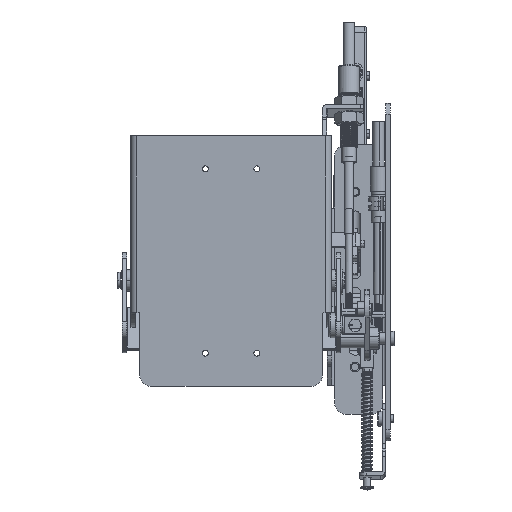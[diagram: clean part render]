
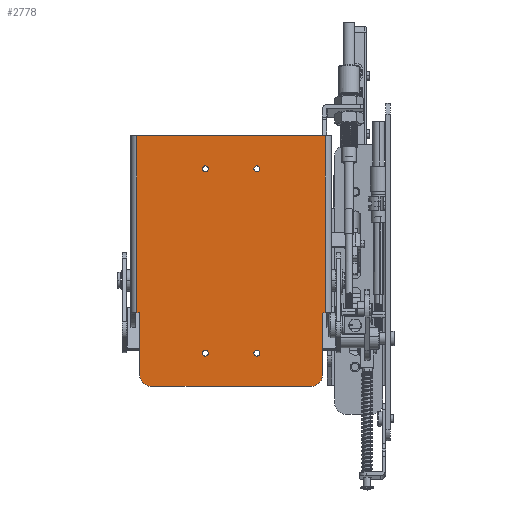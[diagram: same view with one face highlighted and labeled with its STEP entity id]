
A CAD part, front view. The second image highlights one B-rep face of the part: STEP entity #2778.
In plain terms, the highlighted planar face has unit normal (0, -1, 0).
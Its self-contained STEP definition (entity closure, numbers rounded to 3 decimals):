
#1906=PLANE('',#27676);
#2251=FACE_BOUND('',#5592,.T.);
#2252=FACE_BOUND('',#5593,.T.);
#2253=FACE_BOUND('',#5594,.T.);
#2254=FACE_BOUND('',#5595,.T.);
#2255=FACE_BOUND('',#5596,.T.);
#2778=ADVANCED_FACE('',(#2251,#2252,#2253,#2254,#2255),#1906,.T.);
#5592=EDGE_LOOP('',(#10292,#10293));
#5593=EDGE_LOOP('',(#10294,#10295));
#5594=EDGE_LOOP('',(#10296,#10297));
#5595=EDGE_LOOP('',(#10298,#10299));
#5596=EDGE_LOOP('',(#10300,#10301,#10302,#10303,#10304,#10305,#10306,#10307,
#10308,#10309,#10310,#10311));
#7020=CIRCLE('',#27661,1.);
#7022=CIRCLE('',#27665,2.05);
#7023=CIRCLE('',#27666,2.05);
#7024=CIRCLE('',#27667,2.05);
#7025=CIRCLE('',#27668,2.05);
#7026=CIRCLE('',#27669,2.05);
#7027=CIRCLE('',#27670,2.05);
#7028=CIRCLE('',#27671,2.05);
#7029=CIRCLE('',#27672,2.05);
#7030=CIRCLE('',#27673,7.5);
#7031=CIRCLE('',#27674,7.5);
#7032=CIRCLE('',#27675,1.);
#10292=ORIENTED_EDGE('',*,*,#19659,.F.);
#10293=ORIENTED_EDGE('',*,*,#19660,.F.);
#10294=ORIENTED_EDGE('',*,*,#19661,.F.);
#10295=ORIENTED_EDGE('',*,*,#19662,.F.);
#10296=ORIENTED_EDGE('',*,*,#19663,.F.);
#10297=ORIENTED_EDGE('',*,*,#19664,.F.);
#10298=ORIENTED_EDGE('',*,*,#19665,.F.);
#10299=ORIENTED_EDGE('',*,*,#19666,.F.);
#10300=ORIENTED_EDGE('',*,*,#19667,.F.);
#10301=ORIENTED_EDGE('',*,*,#19668,.F.);
#10302=ORIENTED_EDGE('',*,*,#19669,.F.);
#10303=ORIENTED_EDGE('',*,*,#19670,.F.);
#10304=ORIENTED_EDGE('',*,*,#19671,.F.);
#10305=ORIENTED_EDGE('',*,*,#19672,.T.);
#10306=ORIENTED_EDGE('',*,*,#19673,.T.);
#10307=ORIENTED_EDGE('',*,*,#19674,.T.);
#10308=ORIENTED_EDGE('',*,*,#19675,.T.);
#10309=ORIENTED_EDGE('',*,*,#19648,.F.);
#10310=ORIENTED_EDGE('',*,*,#19653,.F.);
#10311=ORIENTED_EDGE('',*,*,#19658,.T.);
#16014=VERTEX_POINT('',#42618);
#16015=VERTEX_POINT('',#42619);
#16018=VERTEX_POINT('',#42628);
#16021=VERTEX_POINT('',#42636);
#16022=VERTEX_POINT('',#42640);
#16023=VERTEX_POINT('',#42641);
#16024=VERTEX_POINT('',#42644);
#16025=VERTEX_POINT('',#42645);
#16026=VERTEX_POINT('',#42648);
#16027=VERTEX_POINT('',#42649);
#16028=VERTEX_POINT('',#42652);
#16029=VERTEX_POINT('',#42653);
#16030=VERTEX_POINT('',#42656);
#16031=VERTEX_POINT('',#42658);
#16032=VERTEX_POINT('',#42660);
#16033=VERTEX_POINT('',#42662);
#16034=VERTEX_POINT('',#42664);
#16035=VERTEX_POINT('',#42666);
#16036=VERTEX_POINT('',#42668);
#16037=VERTEX_POINT('',#42670);
#19648=EDGE_CURVE('',#16014,#16015,#23265,.T.);
#19653=EDGE_CURVE('',#16018,#16014,#7020,.T.);
#19658=EDGE_CURVE('',#16018,#16021,#23271,.T.);
#19659=EDGE_CURVE('',#16022,#16023,#7022,.T.);
#19660=EDGE_CURVE('',#16023,#16022,#7023,.T.);
#19661=EDGE_CURVE('',#16024,#16025,#7024,.T.);
#19662=EDGE_CURVE('',#16025,#16024,#7025,.T.);
#19663=EDGE_CURVE('',#16026,#16027,#7026,.T.);
#19664=EDGE_CURVE('',#16027,#16026,#7027,.T.);
#19665=EDGE_CURVE('',#16028,#16029,#7028,.T.);
#19666=EDGE_CURVE('',#16029,#16028,#7029,.T.);
#19667=EDGE_CURVE('',#16030,#16021,#7030,.T.);
#19668=EDGE_CURVE('',#16031,#16030,#23272,.T.);
#19669=EDGE_CURVE('',#16032,#16031,#7031,.T.);
#19670=EDGE_CURVE('',#16033,#16032,#23273,.T.);
#19671=EDGE_CURVE('',#16034,#16033,#7032,.T.);
#19672=EDGE_CURVE('',#16034,#16035,#23274,.T.);
#19673=EDGE_CURVE('',#16035,#16036,#23275,.T.);
#19674=EDGE_CURVE('',#16036,#16037,#23276,.T.);
#19675=EDGE_CURVE('',#16037,#16015,#23277,.T.);
#23265=LINE('',#42617,#25195);
#23271=LINE('',#42637,#25201);
#23272=LINE('',#42657,#25202);
#23273=LINE('',#42661,#25203);
#23274=LINE('',#42665,#25204);
#23275=LINE('',#42667,#25205);
#23276=LINE('',#42669,#25206);
#23277=LINE('',#42671,#25207);
#25195=VECTOR('',#31774,1.);
#25201=VECTOR('',#31792,1.);
#25202=VECTOR('',#31813,1.);
#25203=VECTOR('',#31816,1.);
#25204=VECTOR('',#31819,1.);
#25205=VECTOR('',#31820,1.);
#25206=VECTOR('',#31821,1.);
#25207=VECTOR('',#31822,1.);
#27661=AXIS2_PLACEMENT_3D('',#42627,#31783,#31784);
#27665=AXIS2_PLACEMENT_3D('',#42639,#31795,#31796);
#27666=AXIS2_PLACEMENT_3D('',#42642,#31797,#31798);
#27667=AXIS2_PLACEMENT_3D('',#42643,#31799,#31800);
#27668=AXIS2_PLACEMENT_3D('',#42646,#31801,#31802);
#27669=AXIS2_PLACEMENT_3D('',#42647,#31803,#31804);
#27670=AXIS2_PLACEMENT_3D('',#42650,#31805,#31806);
#27671=AXIS2_PLACEMENT_3D('',#42651,#31807,#31808);
#27672=AXIS2_PLACEMENT_3D('',#42654,#31809,#31810);
#27673=AXIS2_PLACEMENT_3D('',#42655,#31811,#31812);
#27674=AXIS2_PLACEMENT_3D('',#42659,#31814,#31815);
#27675=AXIS2_PLACEMENT_3D('',#42663,#31817,#31818);
#27676=AXIS2_PLACEMENT_3D('',#42672,#31823,#31824);
#31774=DIRECTION('',(-1.,0.,0.));
#31783=DIRECTION('',(0.,-1.,0.));
#31784=DIRECTION('',(1.,0.,0.));
#31792=DIRECTION('',(0.,0.,-1.));
#31795=DIRECTION('',(0.,-1.,0.));
#31796=DIRECTION('',(1.,0.,0.));
#31797=DIRECTION('',(0.,-1.,0.));
#31798=DIRECTION('',(-1.,0.,0.));
#31799=DIRECTION('',(0.,-1.,0.));
#31800=DIRECTION('',(1.,0.,0.));
#31801=DIRECTION('',(0.,-1.,0.));
#31802=DIRECTION('',(-1.,0.,0.));
#31803=DIRECTION('',(0.,-1.,0.));
#31804=DIRECTION('',(1.,0.,0.));
#31805=DIRECTION('',(0.,-1.,0.));
#31806=DIRECTION('',(-1.,0.,0.));
#31807=DIRECTION('',(0.,-1.,0.));
#31808=DIRECTION('',(1.,0.,0.));
#31809=DIRECTION('',(0.,-1.,0.));
#31810=DIRECTION('',(-1.,0.,0.));
#31811=DIRECTION('',(0.,1.,0.));
#31812=DIRECTION('',(0.,0.,-1.));
#31813=DIRECTION('',(-1.,0.,0.));
#31814=DIRECTION('',(0.,1.,0.));
#31815=DIRECTION('',(1.,0.,0.));
#31816=DIRECTION('',(0.,0.,-1.));
#31817=DIRECTION('',(0.,-1.,0.));
#31818=DIRECTION('',(0.,0.,1.));
#31819=DIRECTION('',(1.,0.,0.));
#31820=DIRECTION('',(0.,0.,1.));
#31821=DIRECTION('',(-1.,0.,0.));
#31822=DIRECTION('',(0.,0.,-1.));
#31823=DIRECTION('',(0.,-1.,0.));
#31824=DIRECTION('',(1.,0.,0.));
#42617=CARTESIAN_POINT('',(-147.122,-424.4,-172.5));
#42618=CARTESIAN_POINT('',(-147.122,-424.4,-172.5));
#42619=CARTESIAN_POINT('',(-148.122,-424.4,-172.5));
#42627=CARTESIAN_POINT('',(-147.122,-424.4,-173.5));
#42628=CARTESIAN_POINT('',(-146.122,-424.4,-173.5));
#42636=CARTESIAN_POINT('',(-146.122,-424.4,-215.));
#42637=CARTESIAN_POINT('',(-146.122,-424.4,-173.5));
#42639=CARTESIAN_POINT('',(-66.622,-424.4,-75.));
#42640=CARTESIAN_POINT('',(-64.572,-424.4,-75.));
#42641=CARTESIAN_POINT('',(-68.672,-424.4,-75.));
#42642=CARTESIAN_POINT('',(-66.622,-424.4,-75.));
#42643=CARTESIAN_POINT('',(-101.622,-424.4,-75.));
#42644=CARTESIAN_POINT('',(-99.572,-424.4,-75.));
#42645=CARTESIAN_POINT('',(-103.672,-424.4,-75.));
#42646=CARTESIAN_POINT('',(-101.622,-424.4,-75.));
#42647=CARTESIAN_POINT('',(-101.622,-424.4,-200.));
#42648=CARTESIAN_POINT('',(-99.572,-424.4,-200.));
#42649=CARTESIAN_POINT('',(-103.672,-424.4,-200.));
#42650=CARTESIAN_POINT('',(-101.622,-424.4,-200.));
#42651=CARTESIAN_POINT('',(-66.622,-424.4,-200.));
#42652=CARTESIAN_POINT('',(-64.572,-424.4,-200.));
#42653=CARTESIAN_POINT('',(-68.672,-424.4,-200.));
#42654=CARTESIAN_POINT('',(-66.622,-424.4,-200.));
#42655=CARTESIAN_POINT('',(-138.622,-424.4,-215.));
#42656=CARTESIAN_POINT('',(-138.622,-424.4,-222.5));
#42657=CARTESIAN_POINT('',(-29.622,-424.4,-222.5));
#42658=CARTESIAN_POINT('',(-29.622,-424.4,-222.5));
#42659=CARTESIAN_POINT('',(-29.622,-424.4,-215.));
#42660=CARTESIAN_POINT('',(-22.122,-424.4,-215.));
#42661=CARTESIAN_POINT('',(-22.122,-424.4,-173.5));
#42662=CARTESIAN_POINT('',(-22.122,-424.4,-173.5));
#42663=CARTESIAN_POINT('',(-21.122,-424.4,-173.5));
#42664=CARTESIAN_POINT('',(-21.122,-424.4,-172.5));
#42665=CARTESIAN_POINT('',(-21.122,-424.4,-172.5));
#42666=CARTESIAN_POINT('',(-20.122,-424.4,-172.5));
#42667=CARTESIAN_POINT('',(-20.122,-424.4,-172.5));
#42668=CARTESIAN_POINT('',(-20.122,-424.4,-52.5));
#42669=CARTESIAN_POINT('',(-20.122,-424.4,-52.5));
#42670=CARTESIAN_POINT('',(-148.122,-424.4,-52.5));
#42671=CARTESIAN_POINT('',(-148.122,-424.4,-52.5));
#42672=CARTESIAN_POINT('',(-152.122,-424.4,-52.5));
